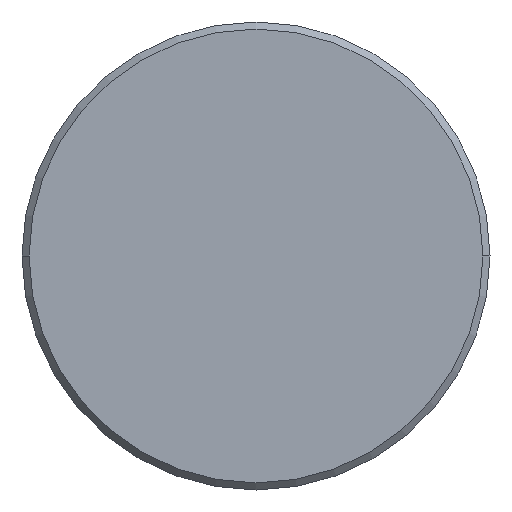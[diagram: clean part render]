
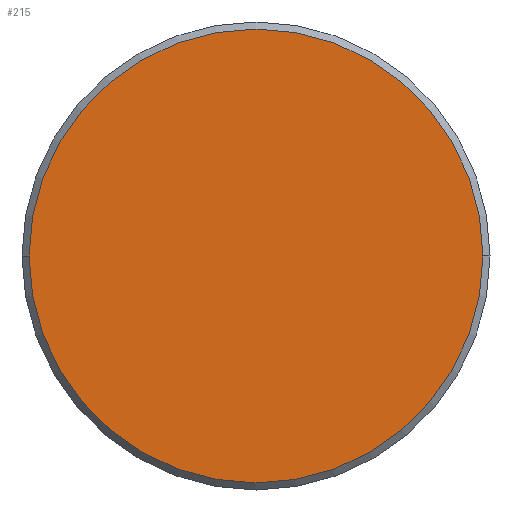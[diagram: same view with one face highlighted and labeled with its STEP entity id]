
A CAD part, left-side view. The second image highlights one B-rep face of the part: STEP entity #215.
In plain terms, the highlighted planar face has unit normal (-1, 0, 0).
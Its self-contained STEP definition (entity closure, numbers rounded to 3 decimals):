
#195=AXIS2_PLACEMENT_3D('Plane Axis2P3D',#192,#193,#194) ;
#199=AXIS2_PLACEMENT_3D('Circle Axis2P3D',#197,#198,$) ;
#208=AXIS2_PLACEMENT_3D('Circle Axis2P3D',#206,#207,$) ;
#192=CARTESIAN_POINT('Axis2P3D Location',(-2.5,0.,0.)) ;
#197=CARTESIAN_POINT('Axis2P3D Location',(-2.5,0.,0.)) ;
#201=CARTESIAN_POINT('Vertex',(-2.5,32.,0.)) ;
#203=CARTESIAN_POINT('Vertex',(-2.5,-32.,0.)) ;
#206=CARTESIAN_POINT('Axis2P3D Location',(-2.5,0.,0.)) ;
#193=DIRECTION('Axis2P3D Direction',(1.,0.,0.)) ;
#194=DIRECTION('Axis2P3D XDirection',(0.,1.,0.)) ;
#198=DIRECTION('Axis2P3D Direction',(1.,0.,0.)) ;
#207=DIRECTION('Axis2P3D Direction',(1.,0.,0.)) ;
#212=ORIENTED_EDGE('',*,*,#205,.F.) ;
#213=ORIENTED_EDGE('',*,*,#210,.F.) ;
#215=ADVANCED_FACE('PartBody',(#214),#196,.F.) ;
#200=CIRCLE('generated circle',#199,32.) ;
#209=CIRCLE('generated circle',#208,32.) ;
#205=EDGE_CURVE('',#202,#204,#200,.T.) ;
#210=EDGE_CURVE('',#204,#202,#209,.T.) ;
#211=EDGE_LOOP('',(#212,#213)) ;
#214=FACE_OUTER_BOUND('',#211,.T.) ;
#196=PLANE('',#195) ;
#202=VERTEX_POINT('',#201) ;
#204=VERTEX_POINT('',#203) ;
